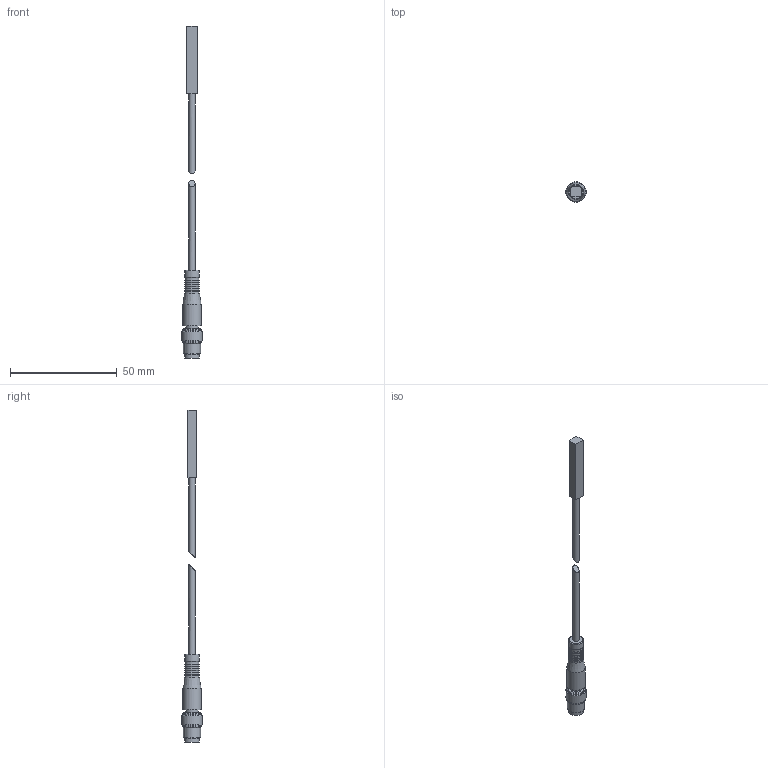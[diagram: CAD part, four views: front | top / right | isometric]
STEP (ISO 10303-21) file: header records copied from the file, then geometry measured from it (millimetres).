
FILE_DESCRIPTION(/* description */ ('STEP AP214'),/* implementation_level */ '2;1');
FILE_NAME(/* name */ '551392_SIES-8M-PO-24V-K-03-M8D',/* time_stamp */ '2024-09-10T13:37:57+02:00',/* author */ ('License CC BY-ND 4.0'),/* organization */ ('CADENAS'),/* preprocessor_version */ 'ST-DEVELOPER v19.3',/* originating_system */ 'PARTsolutions',/* authorisation */ ' ');
FILE_SCHEMA (('AUTOMOTIVE_DESIGN {1 0 10303 214 3 1 1}'));
Length unit declared in the file: millimetre
Products named in the file (3): 551392 SIES-8M-PO-24V-K-0,3-M8D; 551392 SIES-8M-PO-24V-K-0,3-M8D---(SEN); 551392 SIES-8M-PO-24V-K-0,3-M8D---(P)
Assembly tree (2 placements, depth 2):
  551392 SIES-8M-PO-24V-K-0,3-M8D
    551392 SIES-8M-PO-24V-K-0,3-M8D---(SEN)
    551392 SIES-8M-PO-24V-K-0,3-M8D---(P)
Bounding box: 9.6 x 9.6 x 155.4 mm (x, y, z)
Volume: 3116.5 mm3; surface area: 2711.4 mm2
Topology: 2 solids, 2 shells, 78 faces, 154 edges, 95 vertices
Faces by surface type: plane 36, cylinder 23, torus 13, cone 6
Full cylindrical faces by diameter (mm): 1 x3, 1.7 x1, 2.9 x2, 3.5 x1, 5.8 x1, 5.9 x1, 6.9 x1, 7 x5, 8 x1, 8.5 x1, 9 x2, 9.6 x1
Entity records: 2371 total; most frequent: DIRECTION 326, CARTESIAN_POINT 301, ORIENTED_EDGE 218, AXIS2_PLACEMENT_3D 139, EDGE_LOOP 132, FACE_BOUND 132, EDGE_CURVE 109, VERTEX_POINT 89
